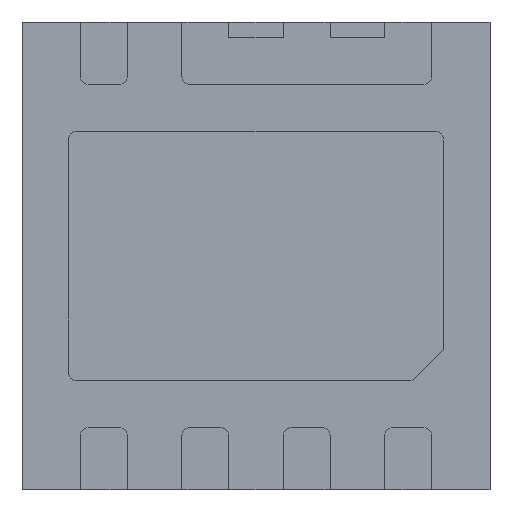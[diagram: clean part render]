
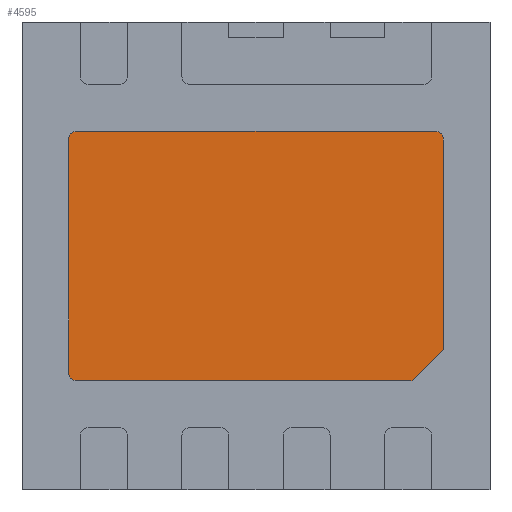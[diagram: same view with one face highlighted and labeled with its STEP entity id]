
A CAD part, front view. The second image highlights one B-rep face of the part: STEP entity #4595.
In plain terms, the highlighted planar face has unit normal (0, -1, 0).
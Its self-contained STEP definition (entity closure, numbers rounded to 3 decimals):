
#117=CIRCLE('',#5783,0.05);
#118=CIRCLE('',#5786,0.05);
#119=CIRCLE('',#5791,0.05);
#1176=ORIENTED_EDGE('',*,*,#2040,.F.);
#1177=ORIENTED_EDGE('',*,*,#2054,.F.);
#1178=ORIENTED_EDGE('',*,*,#2052,.F.);
#1179=ORIENTED_EDGE('',*,*,#2050,.F.);
#1180=ORIENTED_EDGE('',*,*,#2048,.F.);
#1181=ORIENTED_EDGE('',*,*,#2046,.F.);
#1182=ORIENTED_EDGE('',*,*,#2044,.F.);
#1183=ORIENTED_EDGE('',*,*,#2042,.F.);
#2040=EDGE_CURVE('',#2552,#2553,#117,.T.);
#2042=EDGE_CURVE('',#2553,#2554,#3074,.T.);
#2044=EDGE_CURVE('',#2554,#2555,#118,.T.);
#2046=EDGE_CURVE('',#2555,#2556,#3077,.T.);
#2048=EDGE_CURVE('',#2556,#2557,#3079,.T.);
#2050=EDGE_CURVE('',#2557,#2558,#3081,.T.);
#2052=EDGE_CURVE('',#2558,#2559,#119,.T.);
#2054=EDGE_CURVE('',#2559,#2552,#3084,.T.);
#2552=VERTEX_POINT('',#8126);
#2553=VERTEX_POINT('',#8128);
#2554=VERTEX_POINT('',#8132);
#2555=VERTEX_POINT('',#8136);
#2556=VERTEX_POINT('',#8140);
#2557=VERTEX_POINT('',#8144);
#2558=VERTEX_POINT('',#8148);
#2559=VERTEX_POINT('',#8152);
#3074=LINE('',#8131,#3630);
#3077=LINE('',#8139,#3633);
#3079=LINE('',#8143,#3635);
#3081=LINE('',#8147,#3637);
#3084=LINE('',#8155,#3640);
#3630=VECTOR('',#6791,1000.);
#3633=VECTOR('',#6800,1000.);
#3635=VECTOR('',#6804,1000.);
#3637=VECTOR('',#6808,1000.);
#3640=VECTOR('',#6817,1000.);
#3953=EDGE_LOOP('',(#1176,#1177,#1178,#1179,#1180,#1181,#1182,#1183));
#4191=FACE_BOUND('',#3953,.T.);
#4378=PLANE('',#5793);
#4595=ADVANCED_FACE('',(#4191),#4378,.F.);
#5783=AXIS2_PLACEMENT_3D('',#8127,#6786,#6787);
#5786=AXIS2_PLACEMENT_3D('',#8135,#6795,#6796);
#5791=AXIS2_PLACEMENT_3D('',#8151,#6812,#6813);
#5793=AXIS2_PLACEMENT_3D('',#8156,#6818,#6819);
#6786=DIRECTION('',(0.,1.,0.));
#6787=DIRECTION('',(1.,0.,0.));
#6791=DIRECTION('',(1.,0.,0.));
#6795=DIRECTION('',(0.,1.,0.));
#6796=DIRECTION('',(-1.,0.,0.));
#6800=DIRECTION('',(0.,0.,-1.));
#6804=DIRECTION('',(-0.707,0.,-0.707));
#6808=DIRECTION('',(-1.,0.,0.));
#6812=DIRECTION('',(0.,1.,0.));
#6813=DIRECTION('',(1.,0.,0.));
#6817=DIRECTION('',(0.,0.,1.));
#6818=DIRECTION('',(0.,1.,0.));
#6819=DIRECTION('',(0.,0.,1.));
#8126=CARTESIAN_POINT('',(-1.2,-0.203,0.75));
#8127=CARTESIAN_POINT('',(-1.15,-0.203,0.75));
#8128=CARTESIAN_POINT('',(-1.15,-0.203,0.8));
#8131=CARTESIAN_POINT('',(-1.15,-0.203,0.8));
#8132=CARTESIAN_POINT('',(1.15,-0.203,0.8));
#8135=CARTESIAN_POINT('',(1.15,-0.203,0.75));
#8136=CARTESIAN_POINT('',(1.2,-0.203,0.75));
#8139=CARTESIAN_POINT('',(1.2,-0.203,0.75));
#8140=CARTESIAN_POINT('',(1.2,-0.203,-0.6));
#8143=CARTESIAN_POINT('',(1.2,-0.203,-0.6));
#8144=CARTESIAN_POINT('',(1.,-0.203,-0.8));
#8147=CARTESIAN_POINT('',(1.,-0.203,-0.8));
#8148=CARTESIAN_POINT('',(-1.15,-0.203,-0.8));
#8151=CARTESIAN_POINT('',(-1.15,-0.203,-0.75));
#8152=CARTESIAN_POINT('',(-1.2,-0.203,-0.75));
#8155=CARTESIAN_POINT('',(-1.2,-0.203,-0.75));
#8156=CARTESIAN_POINT('',(-1.15,-0.203,0.75));
